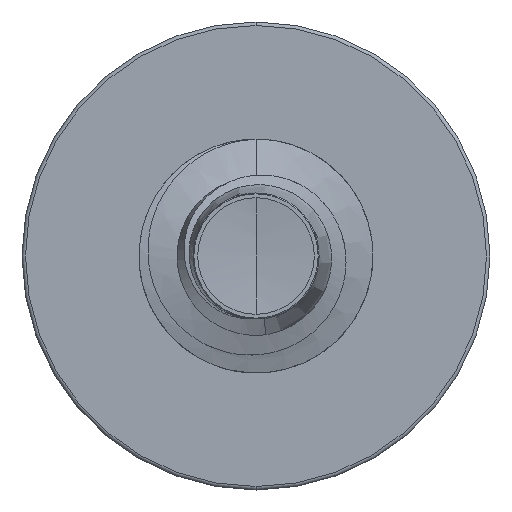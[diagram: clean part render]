
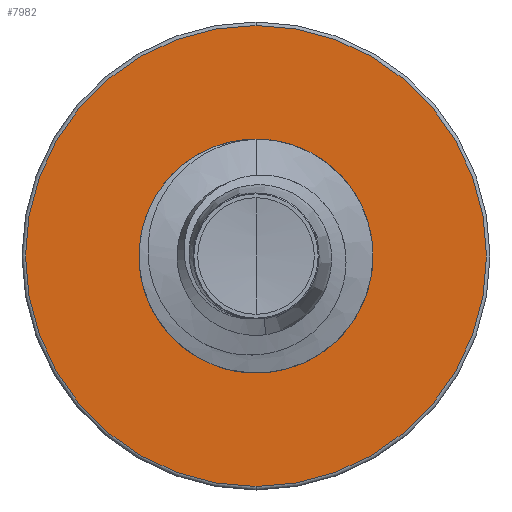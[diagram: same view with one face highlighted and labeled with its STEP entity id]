
A CAD part, front view. The second image highlights one B-rep face of the part: STEP entity #7982.
In plain terms, the highlighted planar face has unit normal (0, -1, 0).
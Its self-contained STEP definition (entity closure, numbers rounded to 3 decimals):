
#380 = ORIENTED_EDGE ( 'NONE', *, *, #3195, .F. ) ;
#415 = EDGE_CURVE ( 'NONE', #10353, #5754, #6489, .T. ) ;
#456 = FACE_BOUND ( 'NONE', #2470, .T. ) ;
#601 = ORIENTED_EDGE ( 'NONE', *, *, #9839, .F. ) ;
#614 = ORIENTED_EDGE ( 'NONE', *, *, #415, .T. ) ;
#713 = CARTESIAN_POINT ( 'NONE',  ( 0., 6.5, -2.165 ) ) ;
#1386 = EDGE_CURVE ( 'NONE', #5754, #10353, #8042, .T. ) ;
#1569 = DIRECTION ( 'NONE',  ( 0., 1., 0. ) ) ;
#2432 = CIRCLE ( 'NONE', #2464, 4.925 ) ;
#2464 = AXIS2_PLACEMENT_3D ( 'NONE', #8483, #3204, #9358 ) ;
#2470 = EDGE_LOOP ( 'NONE', ( #5548, #614 ) ) ;
#3101 = CARTESIAN_POINT ( 'NONE',  ( 0., 6.5, 2.165 ) ) ;
#3133 = EDGE_LOOP ( 'NONE', ( #601, #380 ) ) ;
#3137 = DIRECTION ( 'NONE',  ( 0., 0., 1. ) ) ;
#3195 = EDGE_CURVE ( 'NONE', #8440, #3201, #5815, .T. ) ;
#3201 = VERTEX_POINT ( 'NONE', #5831 ) ;
#3204 = DIRECTION ( 'NONE',  ( 0., 1., 0. ) ) ;
#3625 = PLANE ( 'NONE',  #9966 ) ;
#4076 = DIRECTION ( 'NONE',  ( 0., 1., 0. ) ) ;
#4516 = DIRECTION ( 'NONE',  ( 0., 1., 0. ) ) ;
#5391 = CARTESIAN_POINT ( 'NONE',  ( 0., 6.5, -2.165 ) ) ;
#5548 = ORIENTED_EDGE ( 'NONE', *, *, #1386, .T. ) ;
#5754 = VERTEX_POINT ( 'NONE', #3101 ) ;
#5815 = CIRCLE ( 'NONE', #11335, 4.925 ) ;
#5831 = CARTESIAN_POINT ( 'NONE',  ( 0., 6.5, 4.925 ) ) ;
#5927 = AXIS2_PLACEMENT_3D ( 'NONE', #7753, #1569, #3137 ) ;
#6489 = CIRCLE ( 'NONE', #5927, 2.165 ) ;
#7753 = CARTESIAN_POINT ( 'NONE',  ( 0., 6.5, 0. ) ) ;
#7982 = ADVANCED_FACE ( 'NONE', ( #9596, #456 ), #3625, .F. ) ;
#8042 = CIRCLE ( 'NONE', #10023, 2.165 ) ;
#8440 = VERTEX_POINT ( 'NONE', #9916 ) ;
#8483 = CARTESIAN_POINT ( 'NONE',  ( 0., 6.5, 0. ) ) ;
#9062 = DIRECTION ( 'NONE',  ( 0., 0., 1. ) ) ;
#9098 = DIRECTION ( 'NONE',  ( 0., 1., 0. ) ) ;
#9342 = CARTESIAN_POINT ( 'NONE',  ( 0., 6.5, 0. ) ) ;
#9358 = DIRECTION ( 'NONE',  ( 0., 0., 1. ) ) ;
#9521 = CARTESIAN_POINT ( 'NONE',  ( 0., 6.5, 0. ) ) ;
#9596 = FACE_OUTER_BOUND ( 'NONE', #3133, .T. ) ;
#9839 = EDGE_CURVE ( 'NONE', #3201, #8440, #2432, .T. ) ;
#9916 = CARTESIAN_POINT ( 'NONE',  ( 0., 6.5, -4.925 ) ) ;
#9966 = AXIS2_PLACEMENT_3D ( 'NONE', #5391, #4516, #10652 ) ;
#10023 = AXIS2_PLACEMENT_3D ( 'NONE', #9521, #9098, #9062 ) ;
#10216 = DIRECTION ( 'NONE',  ( 0., 0., 1. ) ) ;
#10353 = VERTEX_POINT ( 'NONE', #713 ) ;
#10652 = DIRECTION ( 'NONE',  ( 0., 0., 1. ) ) ;
#11335 = AXIS2_PLACEMENT_3D ( 'NONE', #9342, #4076, #10216 ) ;
